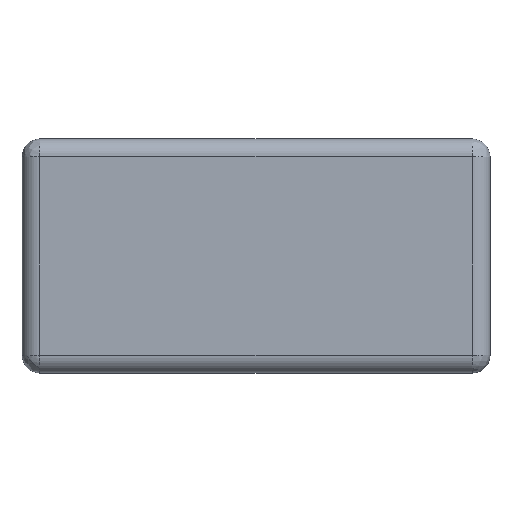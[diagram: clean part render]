
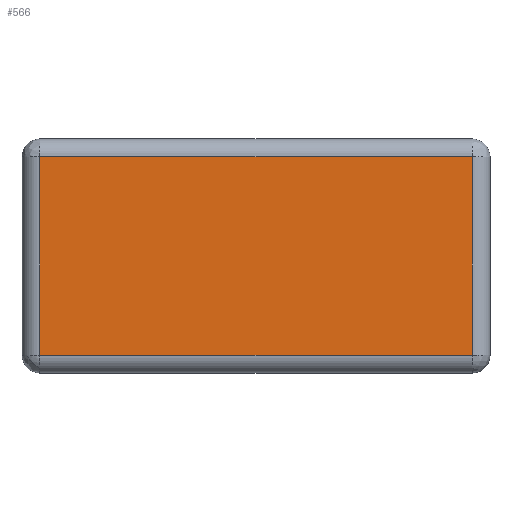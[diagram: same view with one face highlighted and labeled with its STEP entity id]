
A CAD part, top view. The second image highlights one B-rep face of the part: STEP entity #566.
In plain terms, the highlighted planar face has unit normal (0, 0, 1).
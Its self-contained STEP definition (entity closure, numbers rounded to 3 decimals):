
#27 = AXIS2_PLACEMENT_3D ( 'NONE', #526, #417, #227 ) ;
#50 = VECTOR ( 'NONE', #529, 1000. ) ;
#59 = VERTEX_POINT ( 'NONE', #178 ) ;
#85 = ORIENTED_EDGE ( 'NONE', *, *, #589, .F. ) ;
#96 = LINE ( 'NONE', #486, #355 ) ;
#115 = VERTEX_POINT ( 'NONE', #288 ) ;
#121 = ORIENTED_EDGE ( 'NONE', *, *, #520, .F. ) ;
#141 = EDGE_LOOP ( 'NONE', ( #121, #85, #657, #359 ) ) ;
#149 = LINE ( 'NONE', #376, #605 ) ;
#176 = PLANE ( 'NONE',  #27 ) ;
#178 = CARTESIAN_POINT ( 'NONE',  ( 18.5, 8.5, 2.5 ) ) ;
#179 = VECTOR ( 'NONE', #196, 1000. ) ;
#189 = CARTESIAN_POINT ( 'NONE',  ( -18.5, 8.5, 2.5 ) ) ;
#196 = DIRECTION ( 'NONE',  ( 0., 1., 0. ) ) ;
#213 = LINE ( 'NONE', #581, #50 ) ;
#227 = DIRECTION ( 'NONE',  ( 1., 0., 0. ) ) ;
#288 = CARTESIAN_POINT ( 'NONE',  ( 18.5, -8.5, 2.5 ) ) ;
#290 = CARTESIAN_POINT ( 'NONE',  ( -18.5, -8.5, 2.5 ) ) ;
#355 = VECTOR ( 'NONE', #594, 1000. ) ;
#359 = ORIENTED_EDGE ( 'NONE', *, *, #509, .F. ) ;
#375 = DIRECTION ( 'NONE',  ( 0., -1., 0. ) ) ;
#376 = CARTESIAN_POINT ( 'NONE',  ( 18.5, -10., 2.5 ) ) ;
#382 = CARTESIAN_POINT ( 'NONE',  ( -18.5, -10., 2.5 ) ) ;
#417 = DIRECTION ( 'NONE',  ( 0., 0., 1. ) ) ;
#453 = LINE ( 'NONE', #382, #179 ) ;
#486 = CARTESIAN_POINT ( 'NONE',  ( -20., -8.5, 2.5 ) ) ;
#509 = EDGE_CURVE ( 'NONE', #59, #115, #149, .T. ) ;
#520 = EDGE_CURVE ( 'NONE', #644, #59, #213, .T. ) ;
#526 = CARTESIAN_POINT ( 'NONE',  ( 0., 0., 2.5 ) ) ;
#529 = DIRECTION ( 'NONE',  ( 1., 0., 0. ) ) ;
#566 = ADVANCED_FACE ( 'NONE', ( #647 ), #176, .T. ) ;
#581 = CARTESIAN_POINT ( 'NONE',  ( -20., 8.5, 2.5 ) ) ;
#588 = VERTEX_POINT ( 'NONE', #290 ) ;
#589 = EDGE_CURVE ( 'NONE', #588, #644, #453, .T. ) ;
#594 = DIRECTION ( 'NONE',  ( -1., 0., 0. ) ) ;
#605 = VECTOR ( 'NONE', #375, 1000. ) ;
#637 = EDGE_CURVE ( 'NONE', #115, #588, #96, .T. ) ;
#644 = VERTEX_POINT ( 'NONE', #189 ) ;
#647 = FACE_OUTER_BOUND ( 'NONE', #141, .T. ) ;
#657 = ORIENTED_EDGE ( 'NONE', *, *, #637, .F. ) ;
